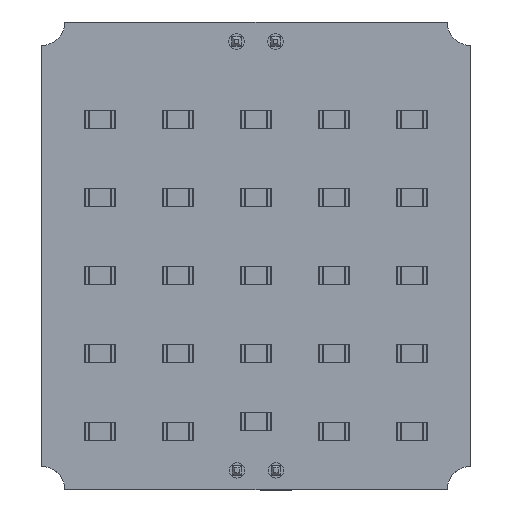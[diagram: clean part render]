
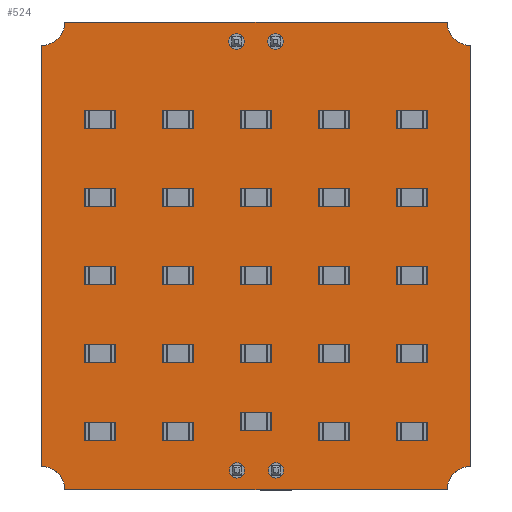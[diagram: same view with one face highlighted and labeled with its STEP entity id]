
A CAD part, top view. The second image highlights one B-rep face of the part: STEP entity #524.
In plain terms, the highlighted planar face has unit normal (0, 0, 1).
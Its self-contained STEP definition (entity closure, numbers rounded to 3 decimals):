
#141 = VERTEX_POINT('',#142);
#142 = CARTESIAN_POINT('',(77.724,-76.2,0.));
#159 = VERTEX_POINT('',#160);
#160 = CARTESIAN_POINT('',(102.616,-76.2,0.));
#166 = EDGE_CURVE('',#141,#159,#167,.T.);
#167 = LINE('',#168,#169);
#168 = CARTESIAN_POINT('',(77.724,-76.2,0.));
#169 = VECTOR('',#170,1.);
#170 = DIRECTION('',(1.,0.,0.));
#191 = VERTEX_POINT('',#192);
#192 = CARTESIAN_POINT('',(76.2,-77.724,0.));
#198 = EDGE_CURVE('',#141,#191,#199,.T.);
#199 = CIRCLE('',#200,1.524);
#200 = AXIS2_PLACEMENT_3D('',#201,#202,#203);
#201 = CARTESIAN_POINT('',(76.2,-76.2,0.));
#202 = DIRECTION('',(0.,0.,-1.));
#203 = DIRECTION('',(1.,0.,0.));
#214 = VERTEX_POINT('',#215);
#215 = CARTESIAN_POINT('',(104.14,-77.724,0.));
#231 = EDGE_CURVE('',#214,#159,#232,.T.);
#232 = CIRCLE('',#233,1.524);
#233 = AXIS2_PLACEMENT_3D('',#234,#235,#236);
#234 = CARTESIAN_POINT('',(104.14,-76.2,0.));
#235 = DIRECTION('',(0.,0.,-1.));
#236 = DIRECTION('',(0.,-1.,0.));
#247 = VERTEX_POINT('',#248);
#248 = CARTESIAN_POINT('',(76.2,-105.156,0.));
#263 = EDGE_CURVE('',#247,#191,#264,.T.);
#264 = LINE('',#265,#266);
#265 = CARTESIAN_POINT('',(76.2,-105.156,0.));
#266 = VECTOR('',#267,1.);
#267 = DIRECTION('',(0.,1.,0.));
#287 = VERTEX_POINT('',#288);
#288 = CARTESIAN_POINT('',(104.14,-105.156,0.));
#294 = EDGE_CURVE('',#214,#287,#295,.T.);
#295 = LINE('',#296,#297);
#296 = CARTESIAN_POINT('',(104.14,-77.724,0.));
#297 = VECTOR('',#298,1.);
#298 = DIRECTION('',(0.,-1.,0.));
#319 = VERTEX_POINT('',#320);
#320 = CARTESIAN_POINT('',(77.724,-106.68,0.));
#326 = EDGE_CURVE('',#247,#319,#327,.T.);
#327 = CIRCLE('',#328,1.524);
#328 = AXIS2_PLACEMENT_3D('',#329,#330,#331);
#329 = CARTESIAN_POINT('',(76.2,-106.68,0.));
#330 = DIRECTION('',(0.,0.,-1.));
#331 = DIRECTION('',(0.,1.,0.));
#342 = VERTEX_POINT('',#343);
#343 = CARTESIAN_POINT('',(102.616,-106.68,0.));
#359 = EDGE_CURVE('',#342,#287,#360,.T.);
#360 = CIRCLE('',#361,1.524);
#361 = AXIS2_PLACEMENT_3D('',#362,#363,#364);
#362 = CARTESIAN_POINT('',(104.14,-106.68,0.));
#363 = DIRECTION('',(0.,0.,-1.));
#364 = DIRECTION('',(-1.,0.,0.));
#382 = EDGE_CURVE('',#342,#319,#383,.T.);
#383 = LINE('',#384,#385);
#384 = CARTESIAN_POINT('',(102.616,-106.68,0.));
#385 = VECTOR('',#386,1.);
#386 = DIRECTION('',(-1.,0.,0.));
#397 = VERTEX_POINT('',#398);
#398 = CARTESIAN_POINT('',(89.4,-77.47,0.));
#414 = EDGE_CURVE('',#397,#397,#415,.T.);
#415 = CIRCLE('',#416,0.5);
#416 = AXIS2_PLACEMENT_3D('',#417,#418,#419);
#417 = CARTESIAN_POINT('',(88.9,-77.47,0.));
#418 = DIRECTION('',(0.,0.,1.));
#419 = DIRECTION('',(1.,0.,0.));
#430 = VERTEX_POINT('',#431);
#431 = CARTESIAN_POINT('',(91.94,-77.47,0.));
#447 = EDGE_CURVE('',#430,#430,#448,.T.);
#448 = CIRCLE('',#449,0.5);
#449 = AXIS2_PLACEMENT_3D('',#450,#451,#452);
#450 = CARTESIAN_POINT('',(91.44,-77.47,0.));
#451 = DIRECTION('',(0.,0.,1.));
#452 = DIRECTION('',(1.,0.,0.));
#463 = VERTEX_POINT('',#464);
#464 = CARTESIAN_POINT('',(91.972,-105.41,0.));
#480 = EDGE_CURVE('',#463,#463,#481,.T.);
#481 = CIRCLE('',#482,0.5);
#482 = AXIS2_PLACEMENT_3D('',#483,#484,#485);
#483 = CARTESIAN_POINT('',(91.472,-105.41,0.));
#484 = DIRECTION('',(0.,0.,1.));
#485 = DIRECTION('',(1.,0.,0.));
#496 = VERTEX_POINT('',#497);
#497 = CARTESIAN_POINT('',(89.432,-105.41,0.));
#513 = EDGE_CURVE('',#496,#496,#514,.T.);
#514 = CIRCLE('',#515,0.5);
#515 = AXIS2_PLACEMENT_3D('',#516,#517,#518);
#516 = CARTESIAN_POINT('',(88.932,-105.41,0.));
#517 = DIRECTION('',(0.,0.,1.));
#518 = DIRECTION('',(1.,0.,0.));
#524 = ADVANCED_FACE('',(#525,#535,#538,#541,#544),#547,.T.);
#525 = FACE_BOUND('',#526,.T.);
#526 = EDGE_LOOP('',(#527,#528,#529,#530,#531,#532,#533,#534));
#527 = ORIENTED_EDGE('',*,*,#166,.F.);
#528 = ORIENTED_EDGE('',*,*,#198,.T.);
#529 = ORIENTED_EDGE('',*,*,#263,.F.);
#530 = ORIENTED_EDGE('',*,*,#326,.T.);
#531 = ORIENTED_EDGE('',*,*,#382,.F.);
#532 = ORIENTED_EDGE('',*,*,#359,.T.);
#533 = ORIENTED_EDGE('',*,*,#294,.F.);
#534 = ORIENTED_EDGE('',*,*,#231,.T.);
#535 = FACE_BOUND('',#536,.T.);
#536 = EDGE_LOOP('',(#537));
#537 = ORIENTED_EDGE('',*,*,#414,.F.);
#538 = FACE_BOUND('',#539,.T.);
#539 = EDGE_LOOP('',(#540));
#540 = ORIENTED_EDGE('',*,*,#447,.F.);
#541 = FACE_BOUND('',#542,.T.);
#542 = EDGE_LOOP('',(#543));
#543 = ORIENTED_EDGE('',*,*,#480,.F.);
#544 = FACE_BOUND('',#545,.T.);
#545 = EDGE_LOOP('',(#546));
#546 = ORIENTED_EDGE('',*,*,#513,.F.);
#547 = PLANE('',#548);
#548 = AXIS2_PLACEMENT_3D('',#549,#550,#551);
#549 = CARTESIAN_POINT('',(77.724,-76.2,0.));
#550 = DIRECTION('',(0.,0.,1.));
#551 = DIRECTION('',(1.,0.,0.));
